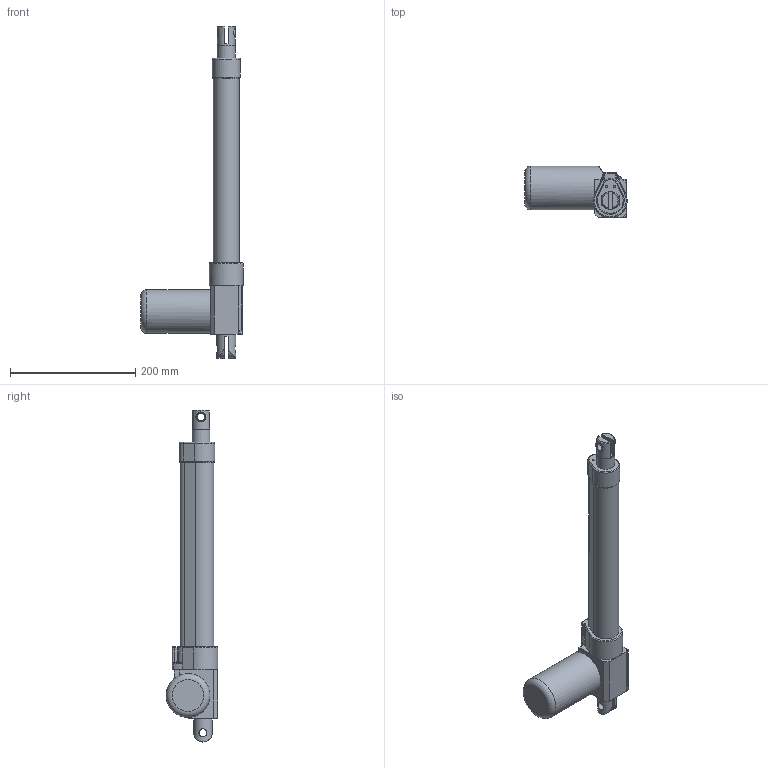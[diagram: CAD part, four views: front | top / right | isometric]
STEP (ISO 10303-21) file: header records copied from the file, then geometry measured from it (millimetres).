
FILE_DESCRIPTION(/* description */ (''),/* implementation_level */ '2;1');
FILE_NAME(/* name */ 'FA-HF-100-12-12.stp',/* time_stamp */ '2014-09-19T14:09:31-07:00',/* author */ ('Robbie'),/* organization */ (''),/* preprocessor_version */ 'ST-DEVELOPER v15.2',/* originating_system */ 'Autodesk Inventor 2014',/* authorisation */ '');
FILE_SCHEMA (('AUTOMOTIVE_DESIGN { 1 0 10303 214 3 1 1 }'));
Length unit declared in the file: inch
Products named in the file (4): FA-HF; JIS B 1122 - ST2.9 x 6.5 - F - H(2); DIN 913 - M6 x 6
Bounding box: 163.51 x 82.55 x 530.73 mm (x, y, z)
Volume: 1376252.7 mm3; surface area: 118724.8 mm2
Topology: 6 solids, 6 shells, 238 faces, 573 edges, 362 vertices
Faces by surface type: plane 104, cylinder 54, cone 33, torus 22, bspline 22, sphere 3
Full cylindrical faces by diameter (mm): 2.9 x2, 3.251 x2, 5.918 x3, 6 x3, 6.35 x3, 12.7 x4, 15.875 x2, 28.067 x1, 28.575 x1, 30.162 x1, 69.85 x1
Entity records: 6291 total; most frequent: CARTESIAN_POINT 2118, DIRECTION 839, ORIENTED_EDGE 822, EDGE_CURVE 411, AXIS2_PLACEMENT_3D 338, VERTEX_POINT 272, EDGE_LOOP 237, ADVANCED_FACE 187
